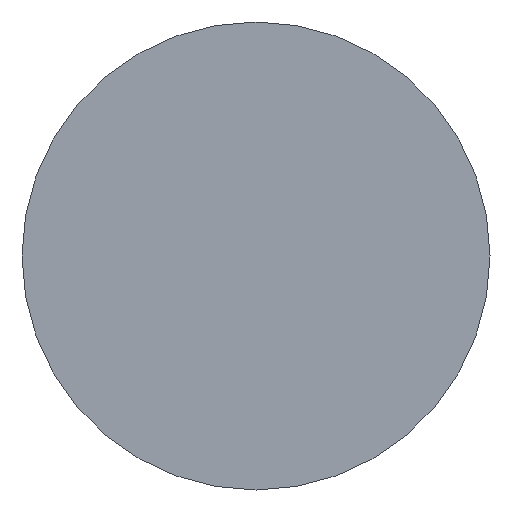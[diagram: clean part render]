
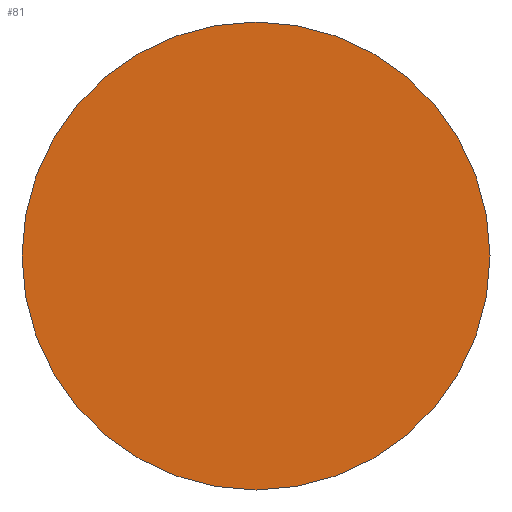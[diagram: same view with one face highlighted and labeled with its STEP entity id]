
A CAD part, front view. The second image highlights one B-rep face of the part: STEP entity #81.
In plain terms, the highlighted planar face has unit normal (0, -1, 0).
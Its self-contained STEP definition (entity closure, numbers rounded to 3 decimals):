
#24=ORIENTED_EDGE('',*,*,#36,.F.);
#36=EDGE_CURVE('',#42,#42,#48,.T.);
#42=VERTEX_POINT('',#145);
#48=CIRCLE('',#102,5.5);
#54=EDGE_LOOP('',(#24));
#66=FACE_BOUND('',#54,.T.);
#78=PLANE('',#101);
#81=ADVANCED_FACE('',(#66),#78,.F.);
#101=AXIS2_PLACEMENT_3D('',#143,#116,#117);
#102=AXIS2_PLACEMENT_3D('',#144,#118,#119);
#116=DIRECTION('',(0.,1.,0.));
#117=DIRECTION('',(-1.,0.,0.));
#118=DIRECTION('',(0.,1.,0.));
#119=DIRECTION('',(-1.,0.,0.));
#143=CARTESIAN_POINT('',(0.,-1.6,0.));
#144=CARTESIAN_POINT('',(0.,-1.6,0.));
#145=CARTESIAN_POINT('',(-5.5,-1.6,0.));
